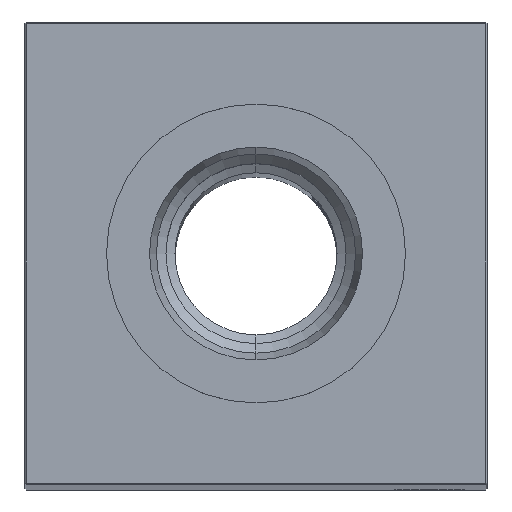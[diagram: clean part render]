
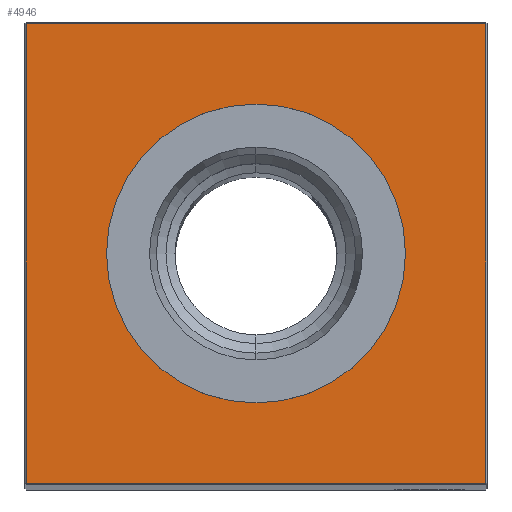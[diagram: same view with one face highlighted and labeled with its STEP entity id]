
A CAD part, top view. The second image highlights one B-rep face of the part: STEP entity #4946.
In plain terms, the highlighted planar face has unit normal (0, 0, 1).
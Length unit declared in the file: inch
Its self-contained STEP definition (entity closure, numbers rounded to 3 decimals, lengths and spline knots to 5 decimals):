
#57 = EDGE_CURVE ( 'NONE', #5920, #25441, #5636, .T. ) ;
#224 = LINE ( 'NONE', #12639, #20747 ) ;
#426 = FACE_OUTER_BOUND ( 'NONE', #17398, .T. ) ;
#697 = PLANE ( 'NONE',  #3161 ) ;
#2470 = FACE_BOUND ( 'NONE', #7426, .T. ) ;
#2667 = DIRECTION ( 'NONE',  ( -1., 0., 0. ) ) ;
#3161 = AXIS2_PLACEMENT_3D ( 'NONE', #17061, #9015, #21012 ) ;
#4105 = AXIS2_PLACEMENT_3D ( 'NONE', #10953, #23360, #10680 ) ;
#4310 = CARTESIAN_POINT ( 'NONE',  ( 1.24, -1.24, 15.5 ) ) ;
#4916 = AXIS2_PLACEMENT_3D ( 'NONE', #11755, #7517, #17896 ) ;
#4946 = ADVANCED_FACE ( 'NONE', ( #426, #2470 ), #697, .F. ) ;
#5636 = LINE ( 'NONE', #18593, #6323 ) ;
#5920 = VERTEX_POINT ( 'NONE', #26865 ) ;
#6323 = VECTOR ( 'NONE', #22144, 39.37008 ) ;
#6380 = CARTESIAN_POINT ( 'NONE',  ( 0., 0.80709, 15.5 ) ) ;
#6702 = EDGE_CURVE ( 'NONE', #7647, #5920, #20926, .T. ) ;
#7426 = EDGE_LOOP ( 'NONE', ( #14876, #22492 ) ) ;
#7517 = DIRECTION ( 'NONE',  ( 0., 0., -1. ) ) ;
#7647 = VERTEX_POINT ( 'NONE', #14442 ) ;
#7769 = VERTEX_POINT ( 'NONE', #16183 ) ;
#8435 = ORIENTED_EDGE ( 'NONE', *, *, #11014, .T. ) ;
#9015 = DIRECTION ( 'NONE',  ( 0., 0., -1. ) ) ;
#10134 = VERTEX_POINT ( 'NONE', #16981 ) ;
#10343 = VECTOR ( 'NONE', #13160, 39.37008 ) ;
#10680 = DIRECTION ( 'NONE',  ( -1., 0., 0. ) ) ;
#10953 = CARTESIAN_POINT ( 'NONE',  ( 0., 0., 15.5 ) ) ;
#11014 = EDGE_CURVE ( 'NONE', #25441, #7769, #19436, .T. ) ;
#11666 = CARTESIAN_POINT ( 'NONE',  ( 1.24, 0., 15.5 ) ) ;
#11755 = CARTESIAN_POINT ( 'NONE',  ( 0., 0., 15.5 ) ) ;
#11919 = EDGE_CURVE ( 'NONE', #24256, #10134, #20657, .T. ) ;
#12639 = CARTESIAN_POINT ( 'NONE',  ( 0., 1.24, 15.5 ) ) ;
#13160 = DIRECTION ( 'NONE',  ( 0., -1., 0. ) ) ;
#14442 = CARTESIAN_POINT ( 'NONE',  ( -1.24, 1.24, 15.5 ) ) ;
#14876 = ORIENTED_EDGE ( 'NONE', *, *, #11919, .T. ) ;
#14902 = ORIENTED_EDGE ( 'NONE', *, *, #57, .T. ) ;
#16183 = CARTESIAN_POINT ( 'NONE',  ( 1.24, 1.24, 15.5 ) ) ;
#16379 = ORIENTED_EDGE ( 'NONE', *, *, #6702, .T. ) ;
#16981 = CARTESIAN_POINT ( 'NONE',  ( 0., -0.80709, 15.5 ) ) ;
#17061 = CARTESIAN_POINT ( 'NONE',  ( 0., 0., 15.5 ) ) ;
#17398 = EDGE_LOOP ( 'NONE', ( #16379, #14902, #8435, #26132 ) ) ;
#17896 = DIRECTION ( 'NONE',  ( -1., 0., 0. ) ) ;
#18200 = EDGE_CURVE ( 'NONE', #7769, #7647, #224, .T. ) ;
#18593 = CARTESIAN_POINT ( 'NONE',  ( 0., -1.24, 15.5 ) ) ;
#19436 = LINE ( 'NONE', #11666, #22202 ) ;
#20657 = CIRCLE ( 'NONE', #4105, 0.80709 ) ;
#20747 = VECTOR ( 'NONE', #2667, 39.37008 ) ;
#20926 = LINE ( 'NONE', #25963, #10343 ) ;
#21012 = DIRECTION ( 'NONE',  ( -1., 0., 0. ) ) ;
#21037 = CIRCLE ( 'NONE', #4916, 0.80709 ) ;
#21262 = EDGE_CURVE ( 'NONE', #10134, #24256, #21037, .T. ) ;
#22144 = DIRECTION ( 'NONE',  ( 1., 0., 0. ) ) ;
#22202 = VECTOR ( 'NONE', #26250, 39.37008 ) ;
#22492 = ORIENTED_EDGE ( 'NONE', *, *, #21262, .T. ) ;
#23360 = DIRECTION ( 'NONE',  ( 0., 0., -1. ) ) ;
#24256 = VERTEX_POINT ( 'NONE', #6380 ) ;
#25441 = VERTEX_POINT ( 'NONE', #4310 ) ;
#25963 = CARTESIAN_POINT ( 'NONE',  ( -1.24, 0., 15.5 ) ) ;
#26132 = ORIENTED_EDGE ( 'NONE', *, *, #18200, .T. ) ;
#26250 = DIRECTION ( 'NONE',  ( 0., 1., 0. ) ) ;
#26865 = CARTESIAN_POINT ( 'NONE',  ( -1.24, -1.24, 15.5 ) ) ;
